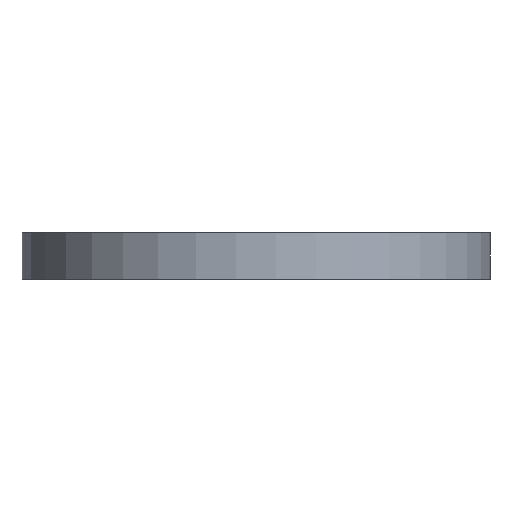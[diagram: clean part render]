
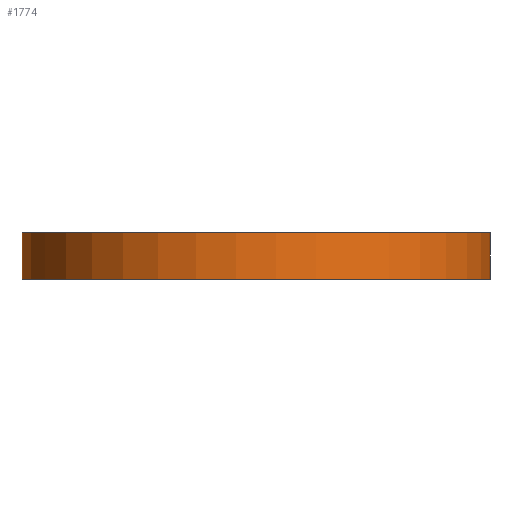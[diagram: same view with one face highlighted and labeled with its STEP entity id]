
A CAD part, left-side view. The second image highlights one B-rep face of the part: STEP entity #1774.
In plain terms, the highlighted cylindrical face has radius 25 mm (diameter 50 mm), a partial arc.
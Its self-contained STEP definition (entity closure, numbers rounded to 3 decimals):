
#211 = EDGE_CURVE ( 'NONE', #3713, #2426, #2719, .T. ) ;
#260 = CARTESIAN_POINT ( 'NONE',  ( 85.334, -21.514, -5. ) ) ;
#292 = CARTESIAN_POINT ( 'NONE',  ( 65.334, -36.514, -5. ) ) ;
#691 = ORIENTED_EDGE ( 'NONE', *, *, #4248, .F. ) ;
#995 = CARTESIAN_POINT ( 'NONE',  ( 85.334, -51.514, -5. ) ) ;
#1065 = DIRECTION ( 'NONE',  ( 1., 0., 0. ) ) ;
#1091 = CIRCLE ( 'NONE', #4429, 25. ) ;
#1344 = VERTEX_POINT ( 'NONE', #3926 ) ;
#1450 = CIRCLE ( 'NONE', #5053, 25. ) ;
#1533 = ORIENTED_EDGE ( 'NONE', *, *, #5541, .T. ) ;
#1697 = AXIS2_PLACEMENT_3D ( 'NONE', #2791, #4085, #1065 ) ;
#1744 = ORIENTED_EDGE ( 'NONE', *, *, #4326, .F. ) ;
#1774 = ADVANCED_FACE ( 'NONE', ( #2379 ), #4507, .T. ) ;
#1908 = LINE ( 'NONE', #260, #3343 ) ;
#2379 = FACE_OUTER_BOUND ( 'NONE', #4078, .T. ) ;
#2426 = VERTEX_POINT ( 'NONE', #3862 ) ;
#2719 = LINE ( 'NONE', #995, #2975 ) ;
#2791 = CARTESIAN_POINT ( 'NONE',  ( 65.334, -36.514, -5. ) ) ;
#2862 = DIRECTION ( 'NONE',  ( 1., 0., 0. ) ) ;
#2975 = VECTOR ( 'NONE', #3559, 1000. ) ;
#3236 = DIRECTION ( 'NONE',  ( 1., 0., 0. ) ) ;
#3263 = DIRECTION ( 'NONE',  ( 0., 0., 1. ) ) ;
#3343 = VECTOR ( 'NONE', #4522, 1000. ) ;
#3559 = DIRECTION ( 'NONE',  ( 0., 0., 1. ) ) ;
#3713 = VERTEX_POINT ( 'NONE', #5072 ) ;
#3862 = CARTESIAN_POINT ( 'NONE',  ( 85.334, -51.514, 0. ) ) ;
#3926 = CARTESIAN_POINT ( 'NONE',  ( 85.334, -21.514, -5. ) ) ;
#4021 = CARTESIAN_POINT ( 'NONE',  ( 85.334, -21.514, 0. ) ) ;
#4078 = EDGE_LOOP ( 'NONE', ( #691, #1744, #1533, #4159 ) ) ;
#4085 = DIRECTION ( 'NONE',  ( 0., 0., 1. ) ) ;
#4159 = ORIENTED_EDGE ( 'NONE', *, *, #211, .T. ) ;
#4243 = VERTEX_POINT ( 'NONE', #4021 ) ;
#4248 = EDGE_CURVE ( 'NONE', #4243, #2426, #1450, .T. ) ;
#4326 = EDGE_CURVE ( 'NONE', #1344, #4243, #1908, .T. ) ;
#4429 = AXIS2_PLACEMENT_3D ( 'NONE', #292, #5007, #2862 ) ;
#4507 = CYLINDRICAL_SURFACE ( 'NONE', #1697, 25. ) ;
#4522 = DIRECTION ( 'NONE',  ( 0., 0., 1. ) ) ;
#5007 = DIRECTION ( 'NONE',  ( 0., 0., 1. ) ) ;
#5053 = AXIS2_PLACEMENT_3D ( 'NONE', #5349, #3263, #3236 ) ;
#5072 = CARTESIAN_POINT ( 'NONE',  ( 85.334, -51.514, -5. ) ) ;
#5349 = CARTESIAN_POINT ( 'NONE',  ( 65.334, -36.514, 0. ) ) ;
#5541 = EDGE_CURVE ( 'NONE', #1344, #3713, #1091, .T. ) ;
